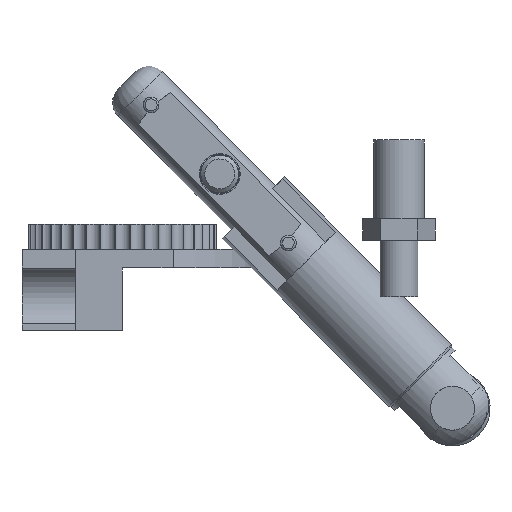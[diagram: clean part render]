
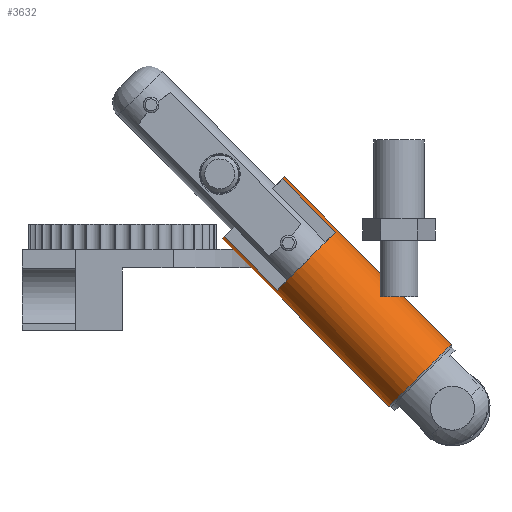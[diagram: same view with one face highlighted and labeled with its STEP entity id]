
A CAD part, left-side view. The second image highlights one B-rep face of the part: STEP entity #3632.
In plain terms, the highlighted cylindrical face has radius 7 mm (diameter 14 mm), a full revolution.
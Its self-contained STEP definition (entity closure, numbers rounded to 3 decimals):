
#102=LINE('',#5535,#292);
#106=LINE('',#5559,#296);
#107=LINE('',#5561,#297);
#111=LINE('',#5570,#301);
#292=VECTOR('',#4378,1000.);
#296=VECTOR('',#4388,1000.);
#297=VECTOR('',#4391,1000.);
#301=VECTOR('',#4397,1000.);
#530=B_SPLINE_CURVE_WITH_KNOTS('',3,(#5541,#5542,#5543,#5544,#5545,#5546,
#5547),.UNSPECIFIED.,.F.,.F.,(4,1,1,1,4),(0.,0.001,
0.002,0.003,0.004),
 .UNSPECIFIED.);
#531=B_SPLINE_CURVE_WITH_KNOTS('',3,(#5549,#5550,#5551,#5552,#5553,#5554,
#5555),.UNSPECIFIED.,.F.,.F.,(4,1,1,1,4),(0.,0.001,0.002,
0.003,0.004),.UNSPECIFIED.);
#765=ORIENTED_EDGE('',*,*,#1510,.T.);
#766=ORIENTED_EDGE('',*,*,#1513,.T.);
#767=ORIENTED_EDGE('',*,*,#1511,.T.);
#768=ORIENTED_EDGE('',*,*,#1507,.T.);
#769=ORIENTED_EDGE('',*,*,#1543,.F.);
#770=ORIENTED_EDGE('',*,*,#1554,.F.);
#771=ORIENTED_EDGE('',*,*,#1514,.T.);
#772=ORIENTED_EDGE('',*,*,#1550,.T.);
#773=ORIENTED_EDGE('',*,*,#1518,.T.);
#1507=EDGE_CURVE('',#1943,#1942,#102,.T.);
#1510=EDGE_CURVE('',#1942,#1944,#530,.T.);
#1511=EDGE_CURVE('',#1945,#1943,#531,.T.);
#1513=EDGE_CURVE('',#1944,#1945,#106,.T.);
#1514=EDGE_CURVE('',#1946,#1947,#107,.T.);
#1518=EDGE_CURVE('',#1950,#1951,#111,.T.);
#1543=EDGE_CURVE('',#1969,#1969,#2240,.T.);
#1550=EDGE_CURVE('',#1947,#1950,#2244,.T.);
#1554=EDGE_CURVE('',#1946,#1951,#2247,.T.);
#1942=VERTEX_POINT('',#5534);
#1943=VERTEX_POINT('',#5536);
#1944=VERTEX_POINT('',#5540);
#1945=VERTEX_POINT('',#5556);
#1946=VERTEX_POINT('',#5562);
#1947=VERTEX_POINT('',#5563);
#1950=VERTEX_POINT('',#5571);
#1951=VERTEX_POINT('',#5572);
#1969=VERTEX_POINT('',#5649);
#2240=CIRCLE('',#3878,7.);
#2244=CIRCLE('',#3886,7.);
#2247=CIRCLE('',#3893,7.);
#2530=EDGE_LOOP('',(#765,#766,#767,#768));
#2531=EDGE_LOOP('',(#769));
#2532=EDGE_LOOP('',(#770,#771,#772,#773));
#2775=FACE_BOUND('',#2530,.T.);
#2776=FACE_BOUND('',#2531,.T.);
#2777=FACE_BOUND('',#2532,.T.);
#2944=CYLINDRICAL_SURFACE('',#3892,7.);
#3632=ADVANCED_FACE('',(#2775,#2776,#2777),#2944,.T.);
#3878=AXIS2_PLACEMENT_3D('',#5648,#4453,#4454);
#3886=AXIS2_PLACEMENT_3D('',#5663,#4472,#4473);
#3892=AXIS2_PLACEMENT_3D('',#5676,#4484,#4485);
#3893=AXIS2_PLACEMENT_3D('',#5677,#4486,#4487);
#4378=DIRECTION('',(0.,0.705,0.709));
#4388=DIRECTION('',(0.,-0.705,-0.709));
#4391=DIRECTION('',(0.,-0.705,-0.709));
#4397=DIRECTION('',(0.,0.705,0.709));
#4453=DIRECTION('',(0.,-0.705,-0.709));
#4454=DIRECTION('',(1.,0.,0.));
#4472=DIRECTION('',(0.,-0.705,-0.709));
#4473=DIRECTION('',(0.,-0.709,0.705));
#4484=DIRECTION('',(0.,-0.705,-0.709));
#4485=DIRECTION('',(0.,-0.709,0.705));
#4486=DIRECTION('',(0.,0.705,0.709));
#4487=DIRECTION('',(0.,-0.709,0.705));
#5534=CARTESIAN_POINT('',(44.878,-11.846,-10.08));
#5535=CARTESIAN_POINT('',(44.878,-19.547,-17.832));
#5536=CARTESIAN_POINT('',(44.878,-13.608,-11.854));
#5540=CARTESIAN_POINT('',(44.878,-10.001,-11.913));
#5541=CARTESIAN_POINT('',(44.878,-11.846,-10.08));
#5542=CARTESIAN_POINT('',(44.878,-11.603,-9.836));
#5543=CARTESIAN_POINT('',(44.94,-10.93,-9.558));
#5544=CARTESIAN_POINT('',(45.03,-9.909,-9.973));
#5545=CARTESIAN_POINT('',(44.94,-9.484,-10.992));
#5546=CARTESIAN_POINT('',(44.878,-9.759,-11.668));
#5547=CARTESIAN_POINT('',(44.878,-10.001,-11.913));
#5549=CARTESIAN_POINT('',(44.878,-11.763,-13.686));
#5550=CARTESIAN_POINT('',(44.878,-12.006,-13.931));
#5551=CARTESIAN_POINT('',(44.94,-12.68,-14.209));
#5552=CARTESIAN_POINT('',(45.03,-13.7,-13.794));
#5553=CARTESIAN_POINT('',(44.94,-14.125,-12.774));
#5554=CARTESIAN_POINT('',(44.878,-13.851,-12.098));
#5555=CARTESIAN_POINT('',(44.878,-13.608,-11.854));
#5556=CARTESIAN_POINT('',(44.878,-11.763,-13.686));
#5559=CARTESIAN_POINT('',(44.878,-17.702,-19.665));
#5561=CARTESIAN_POINT('',(35.5,-23.263,-14.141));
#5562=CARTESIAN_POINT('',(35.5,-9.995,-0.784));
#5563=CARTESIAN_POINT('',(35.5,-18.452,-9.297));
#5570=CARTESIAN_POINT('',(35.5,-13.986,-23.356));
#5571=CARTESIAN_POINT('',(35.5,-9.175,-18.513));
#5572=CARTESIAN_POINT('',(35.5,-0.718,-10.));
#5648=CARTESIAN_POINT('',(38.,-31.893,-32.105));
#5649=CARTESIAN_POINT('',(45.,-31.893,-32.105));
#5663=CARTESIAN_POINT('',(38.,-13.813,-13.905));
#5676=CARTESIAN_POINT('',(38.,-18.624,-18.748));
#5677=CARTESIAN_POINT('',(38.,-5.356,-5.392));
